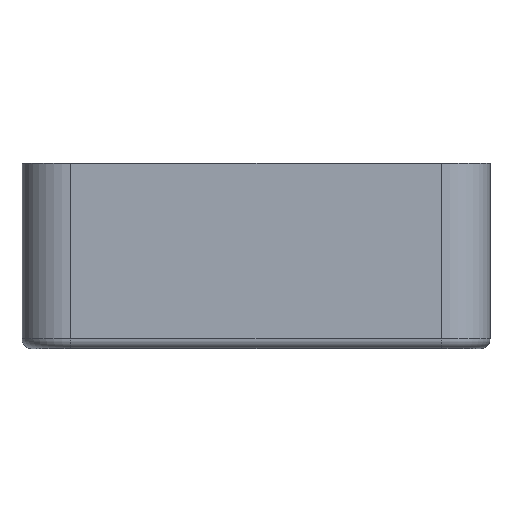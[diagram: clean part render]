
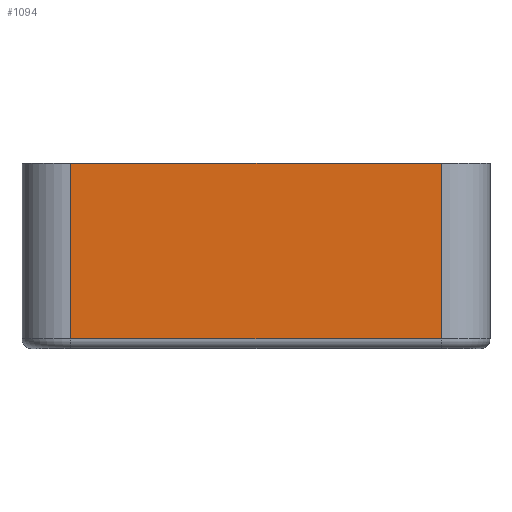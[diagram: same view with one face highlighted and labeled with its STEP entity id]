
A CAD part, front view. The second image highlights one B-rep face of the part: STEP entity #1094.
In plain terms, the highlighted planar face has unit normal (0, -1, 0).
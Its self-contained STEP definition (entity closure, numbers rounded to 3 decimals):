
#35 = CARTESIAN_POINT ( 'NONE',  ( 28.646, 5.474, 1. ) ) ;
#49 = VECTOR ( 'NONE', #415, 1000. ) ;
#63 = EDGE_LOOP ( 'NONE', ( #607, #394, #472, #300 ) ) ;
#135 = FACE_OUTER_BOUND ( 'NONE', #63, .T. ) ;
#142 = DIRECTION ( 'NONE',  ( 0., 1., 0. ) ) ;
#177 = EDGE_CURVE ( 'NONE', #741, #1000, #1003, .T. ) ;
#179 = CARTESIAN_POINT ( 'NONE',  ( -9.354, 5.474, 4. ) ) ;
#225 = LINE ( 'NONE', #681, #49 ) ;
#252 = LINE ( 'NONE', #179, #493 ) ;
#291 = CARTESIAN_POINT ( 'NONE',  ( 0., 5.474, 19. ) ) ;
#300 = ORIENTED_EDGE ( 'NONE', *, *, #789, .T. ) ;
#372 = VECTOR ( 'NONE', #1040, 1000. ) ;
#388 = CARTESIAN_POINT ( 'NONE',  ( -9.354, 5.474, 1. ) ) ;
#393 = CARTESIAN_POINT ( 'NONE',  ( 28.646, 5.474, 4. ) ) ;
#394 = ORIENTED_EDGE ( 'NONE', *, *, #1001, .T. ) ;
#415 = DIRECTION ( 'NONE',  ( 1., 0., 0. ) ) ;
#455 = DIRECTION ( 'NONE',  ( 1., 0., 0. ) ) ;
#472 = ORIENTED_EDGE ( 'NONE', *, *, #177, .F. ) ;
#493 = VECTOR ( 'NONE', #1170, 1000. ) ;
#506 = CARTESIAN_POINT ( 'NONE',  ( 28.646, 5.474, 19. ) ) ;
#510 = AXIS2_PLACEMENT_3D ( 'NONE', #772, #142, #700 ) ;
#607 = ORIENTED_EDGE ( 'NONE', *, *, #1065, .T. ) ;
#681 = CARTESIAN_POINT ( 'NONE',  ( -14.354, 5.474, 1. ) ) ;
#700 = DIRECTION ( 'NONE',  ( 0., 0., 1. ) ) ;
#741 = VERTEX_POINT ( 'NONE', #974 ) ;
#772 = CARTESIAN_POINT ( 'NONE',  ( -14.354, 5.474, 4. ) ) ;
#789 = EDGE_CURVE ( 'NONE', #741, #862, #252, .T. ) ;
#862 = VERTEX_POINT ( 'NONE', #388 ) ;
#944 = VECTOR ( 'NONE', #455, 1000. ) ;
#955 = PLANE ( 'NONE',  #510 ) ;
#974 = CARTESIAN_POINT ( 'NONE',  ( -9.354, 5.474, 19. ) ) ;
#1000 = VERTEX_POINT ( 'NONE', #506 ) ;
#1001 = EDGE_CURVE ( 'NONE', #1116, #1000, #1143, .T. ) ;
#1003 = LINE ( 'NONE', #291, #944 ) ;
#1040 = DIRECTION ( 'NONE',  ( 0., 0., 1. ) ) ;
#1065 = EDGE_CURVE ( 'NONE', #862, #1116, #225, .T. ) ;
#1094 = ADVANCED_FACE ( 'NONE', ( #135 ), #955, .F. ) ;
#1116 = VERTEX_POINT ( 'NONE', #35 ) ;
#1143 = LINE ( 'NONE', #393, #372 ) ;
#1170 = DIRECTION ( 'NONE',  ( 0., 0., -1. ) ) ;
